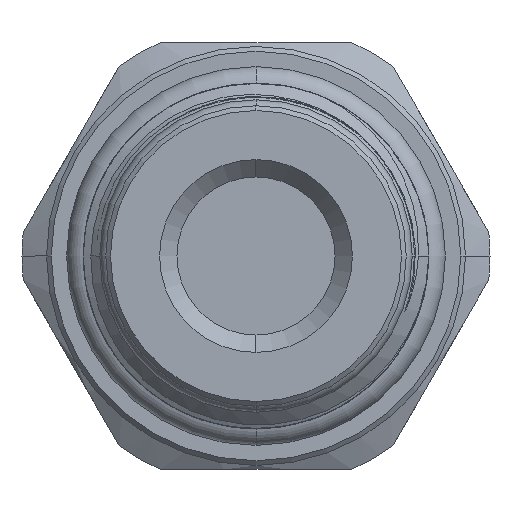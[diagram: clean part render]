
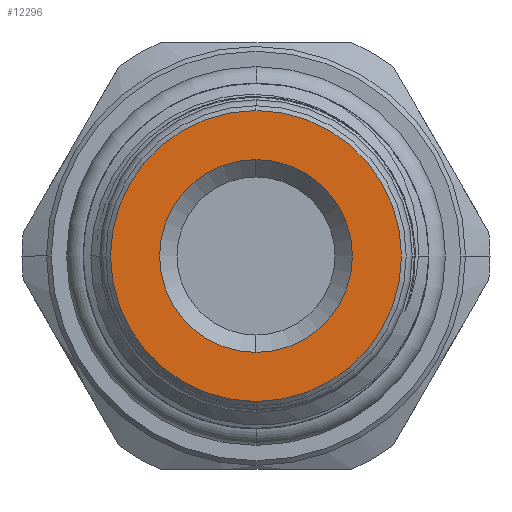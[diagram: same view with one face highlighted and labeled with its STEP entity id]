
A CAD part, left-side view. The second image highlights one B-rep face of the part: STEP entity #12296.
In plain terms, the highlighted planar face has unit normal (-1, 0, 0).
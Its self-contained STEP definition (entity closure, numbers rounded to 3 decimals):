
#58 = ORIENTED_EDGE ( 'NONE', *, *, #22560, .T. ) ;
#181 = CARTESIAN_POINT ( 'NONE',  ( -17.053, 0., 0. ) ) ;
#1188 = AXIS2_PLACEMENT_3D ( 'NONE', #27511, #13957, #35286 ) ;
#2142 = AXIS2_PLACEMENT_3D ( 'NONE', #10918, #29847, #32694 ) ;
#3192 = DIRECTION ( 'NONE',  ( 0., 0., -1. ) ) ;
#4330 = CIRCLE ( 'NONE', #23366, 6.1 ) ;
#5855 = ORIENTED_EDGE ( 'NONE', *, *, #22493, .T. ) ;
#5946 = EDGE_LOOP ( 'NONE', ( #33048, #5855 ) ) ;
#7326 = VERTEX_POINT ( 'NONE', #23602 ) ;
#7832 = FACE_BOUND ( 'NONE', #14721, .T. ) ;
#7982 = DIRECTION ( 'NONE',  ( -1., 0., 0. ) ) ;
#10190 = CARTESIAN_POINT ( 'NONE',  ( -17.053, 0., 9.2 ) ) ;
#10918 = CARTESIAN_POINT ( 'NONE',  ( -17.053, 9.5, 0. ) ) ;
#10956 = DIRECTION ( 'NONE',  ( 1., 0., 0. ) ) ;
#10999 = CIRCLE ( 'NONE', #24271, 6.1 ) ;
#11053 = CARTESIAN_POINT ( 'NONE',  ( -17.053, 0., 0. ) ) ;
#12296 = ADVANCED_FACE ( 'NONE', ( #7832, #32596 ), #16297, .F. ) ;
#13057 = CARTESIAN_POINT ( 'NONE',  ( -17.053, 0., -9.2 ) ) ;
#13957 = DIRECTION ( 'NONE',  ( -1., 0., 0. ) ) ;
#14721 = EDGE_LOOP ( 'NONE', ( #33270, #58 ) ) ;
#15172 = AXIS2_PLACEMENT_3D ( 'NONE', #11053, #7982, #32349 ) ;
#16297 = PLANE ( 'NONE',  #2142 ) ;
#16505 = VERTEX_POINT ( 'NONE', #10190 ) ;
#19353 = CARTESIAN_POINT ( 'NONE',  ( -17.053, 0., -6.1 ) ) ;
#20871 = EDGE_CURVE ( 'NONE', #7326, #20897, #4330, .T. ) ;
#20897 = VERTEX_POINT ( 'NONE', #19353 ) ;
#22276 = CIRCLE ( 'NONE', #15172, 9.2 ) ;
#22493 = EDGE_CURVE ( 'NONE', #16505, #24337, #26444, .T. ) ;
#22560 = EDGE_CURVE ( 'NONE', #20897, #7326, #10999, .T. ) ;
#23366 = AXIS2_PLACEMENT_3D ( 'NONE', #181, #10956, #24383 ) ;
#23602 = CARTESIAN_POINT ( 'NONE',  ( -17.053, 0., 6.1 ) ) ;
#24271 = AXIS2_PLACEMENT_3D ( 'NONE', #30742, #30868, #3192 ) ;
#24337 = VERTEX_POINT ( 'NONE', #13057 ) ;
#24383 = DIRECTION ( 'NONE',  ( 0., 0., -1. ) ) ;
#26444 = CIRCLE ( 'NONE', #1188, 9.2 ) ;
#27511 = CARTESIAN_POINT ( 'NONE',  ( -17.053, 0., 0. ) ) ;
#29847 = DIRECTION ( 'NONE',  ( 1., 0., 0. ) ) ;
#30742 = CARTESIAN_POINT ( 'NONE',  ( -17.053, 0., 0. ) ) ;
#30868 = DIRECTION ( 'NONE',  ( 1., 0., 0. ) ) ;
#32349 = DIRECTION ( 'NONE',  ( 0., 0., -1. ) ) ;
#32596 = FACE_OUTER_BOUND ( 'NONE', #5946, .T. ) ;
#32694 = DIRECTION ( 'NONE',  ( 0., 0., -1. ) ) ;
#33048 = ORIENTED_EDGE ( 'NONE', *, *, #34318, .T. ) ;
#33270 = ORIENTED_EDGE ( 'NONE', *, *, #20871, .T. ) ;
#34318 = EDGE_CURVE ( 'NONE', #24337, #16505, #22276, .T. ) ;
#35286 = DIRECTION ( 'NONE',  ( 0., 0., -1. ) ) ;
